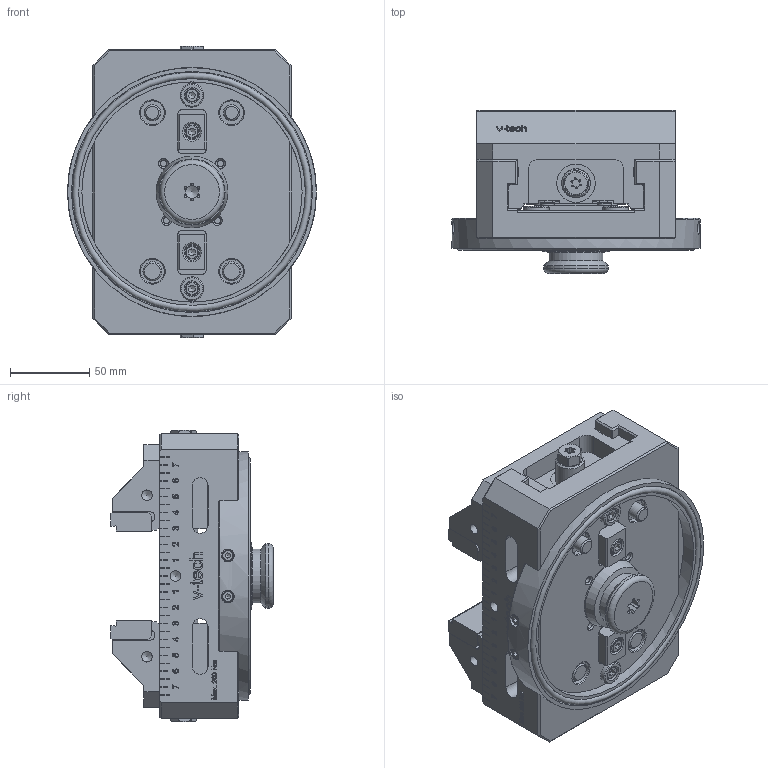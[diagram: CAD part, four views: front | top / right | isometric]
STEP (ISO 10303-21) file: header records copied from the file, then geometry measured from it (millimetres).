
FILE_DESCRIPTION(/* description */ (''),/* implementation_level */ '2;1');
FILE_NAME(/* name */ 'VIS-E-125-180-insertJaw.stp',/* time_stamp */ '2026-02-02T11:05:36+01:00',/* author */ ('Admin'),/* organization */ (''),/* preprocessor_version */ 'ST-DEVELOPER v20',/* originating_system */ 'Autodesk Inventor 2025',/* authorisation */ '');
FILE_SCHEMA (('CONFIG_CONTROL_DESIGN'));
Products named in the file (9): Sestava7; 24002-0107; 24002-1206.1L; 24002-1206.1L_1; ISO 4762 - M10 x 16; 24002-1206.1R; 24002-1206.1R_1; 24002-1207.1; DIN 7991 - M6x16
Assembly tree (12 placements, depth 3):
  Sestava7
    24002-0107
    24002-1206.1L
      24002-1206.1L_1
      24002-1207.1
      DIN 7991 - M6x16  x2
      ISO 4762 - M10 x 16
    24002-1206.1R
      24002-1206.1R_1
      24002-1207.1
      DIN 7991 - M6x16  x2
Bounding box: 157 x 102.8 x 184 mm (x, y, z)
Volume: 1199501.1 mm3; surface area: 243528.5 mm2
Topology: 11 solids, 59 shells, 2698 faces, 7081 edges, 4634 vertices
Faces by surface type: plane 1571, bspline 456, cylinder 300, cone 264, torus 107
Full cylindrical faces by diameter (mm): 1.567 x8, 2.4 x8, 3.242 x4, 3.8 x8, 4 x4, 4.134 x8, 4.5 x4, 4.917 x6, 5 x8, 5.3 x2, 5.5 x6, 6 x6, 6.4 x6, 6.647 x6, 7 x4, 8 x5, 8.5 x8, 9 x2, 10 x13, 10.376 x4, 10.5 x2, 12 x6, 13 x4, 15 x8, 16 x6, 16.376 x3, 17 x4, 18 x12, 18.4 x2, 18.5 x3
Entity records: 86404 total; most frequent: CARTESIAN_POINT 21826, ORIENTED_EDGE 13646, DIRECTION 11143, EDGE_CURVE 6823, VERTEX_POINT 4513, LINE 4367, VECTOR 4367, AXIS2_PLACEMENT_3D 3388
